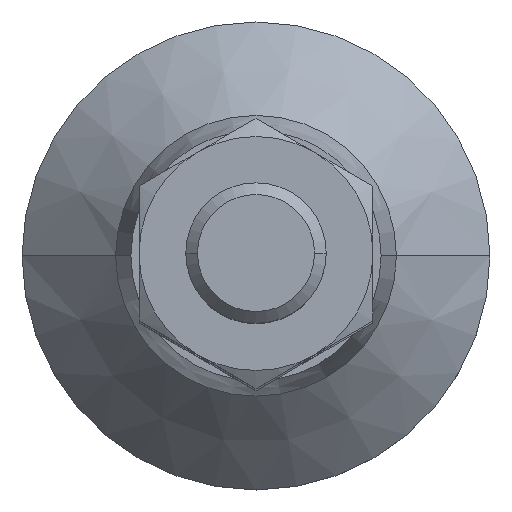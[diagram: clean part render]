
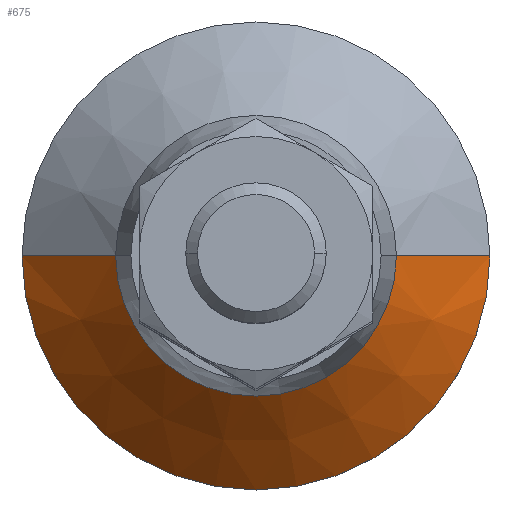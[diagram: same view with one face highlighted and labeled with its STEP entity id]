
A CAD part, top view. The second image highlights one B-rep face of the part: STEP entity #675.
In plain terms, the highlighted conical face has half-angle 45 degrees and reference radius 8 mm.
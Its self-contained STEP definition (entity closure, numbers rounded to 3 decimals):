
#375=EDGE_CURVE('',#587,#393,#1000,.T.);
#393=VERTEX_POINT('',#1019);
#399=EDGE_CURVE('',#787,#393,#1025,.T.);
#517=EDGE_CURVE('',#871,#787,#1156,.T.);
#587=VERTEX_POINT('',#1231);
#627=EDGE_CURVE('',#587,#871,#1281,.T.);
#675=ADVANCED_FACE('',(#1338),#1339,.T.);
#787=VERTEX_POINT('',#1463);
#871=VERTEX_POINT('',#1559);
#1000=CIRCLE('',#1713,10.);
#1019=CARTESIAN_POINT('',(-10.,0.,2.5));
#1025=LINE('',#1774,#1775);
#1156=CIRCLE('',#2064,6.);
#1231=CARTESIAN_POINT('',(10.0,0.,2.5));
#1281=LINE('',#2296,#2297);
#1338=FACE_OUTER_BOUND('',#2375,.T.);
#1339=CONICAL_SURFACE('',#2376,8.,0.785);
#1463=CARTESIAN_POINT('',(-6.,0.,6.5));
#1559=CARTESIAN_POINT('',(6.0,0.,6.5));
#1713=AXIS2_PLACEMENT_3D('',#2966,#2967,#2968);
#1774=CARTESIAN_POINT('',(-8.,0.,4.5));
#1775=VECTOR('',#2982,1.0);
#2064=AXIS2_PLACEMENT_3D('',#3126,#3127,#3128);
#2296=CARTESIAN_POINT('',(8.,0.,4.5));
#2297=VECTOR('',#3282,1.0);
#2375=EDGE_LOOP('',(#3370,#3371,#3372,#3373));
#2376=AXIS2_PLACEMENT_3D('',#3374,#3375,#3376);
#2966=CARTESIAN_POINT('',(0.,0.,2.5));
#2967=DIRECTION('',(-0.0,0.0,-1.0));
#2968=DIRECTION('',(-1.0,0.,0.0));
#2982=DIRECTION('',(-0.707,0.,-0.707));
#3126=CARTESIAN_POINT('',(0.,0.,6.5));
#3127=DIRECTION('',(-0.0,0.0,-1.0));
#3128=DIRECTION('',(-1.0,0.,0.0));
#3282=DIRECTION('',(-0.707,0.,0.707));
#3370=ORIENTED_EDGE('',*,*,#399,.T.);
#3371=ORIENTED_EDGE('',*,*,#375,.F.);
#3372=ORIENTED_EDGE('',*,*,#627,.T.);
#3373=ORIENTED_EDGE('',*,*,#517,.T.);
#3374=CARTESIAN_POINT('',(0.,0.,4.5));
#3375=DIRECTION('',(-0.0,-0.0,-1.0));
#3376=DIRECTION('',(-1.0,0.,0.0));
